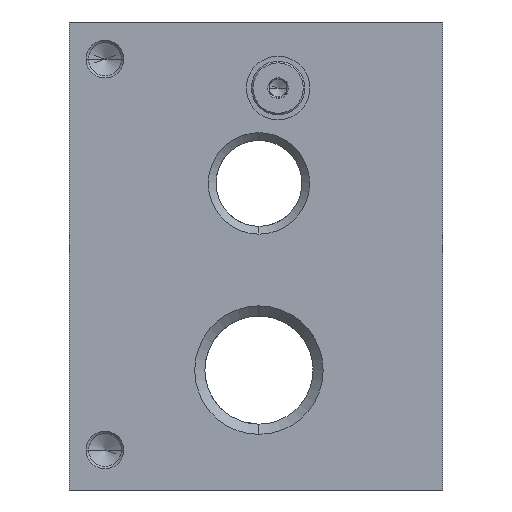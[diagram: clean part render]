
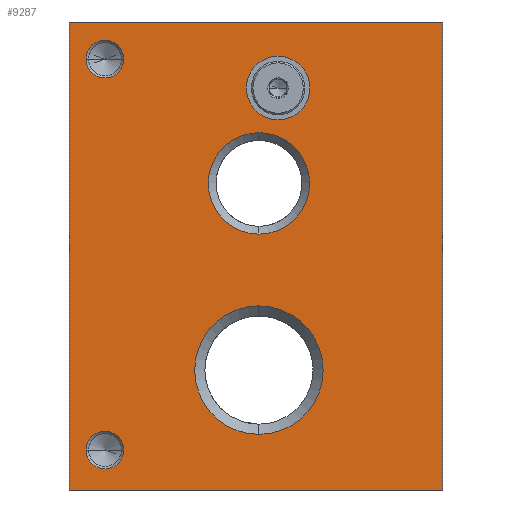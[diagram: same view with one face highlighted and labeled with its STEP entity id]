
A CAD part, front view. The second image highlights one B-rep face of the part: STEP entity #9287.
In plain terms, the highlighted planar face has unit normal (0, -1, 0).
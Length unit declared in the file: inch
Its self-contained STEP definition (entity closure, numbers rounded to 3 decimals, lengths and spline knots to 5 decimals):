
#5=DIRECTION('',(1.,0.,0.));
#6=VECTOR('',#5,3.938);
#7=CARTESIAN_POINT('',(0.,-16.25,0.));
#8=LINE('',#7,#6);
#85=DIRECTION('',(0.,0.,1.));
#86=VECTOR('',#85,4.938);
#87=CARTESIAN_POINT('',(3.938,-16.25,0.));
#88=LINE('',#87,#86);
#829=DIRECTION('',(0.,0.,1.));
#830=VECTOR('',#829,4.938);
#831=CARTESIAN_POINT('',(0.,-16.25,0.));
#832=LINE('',#831,#830);
#833=CARTESIAN_POINT('',(0.375,-16.25,0.422));
#834=DIRECTION('',(0.,1.,0.));
#835=DIRECTION('',(-1.,0.,0.));
#836=AXIS2_PLACEMENT_3D('',#833,#834,#835);
#838=CARTESIAN_POINT('',(0.375,-16.25,0.422));
#839=DIRECTION('',(0.,1.,0.));
#840=DIRECTION('',(1.,0.,0.));
#841=AXIS2_PLACEMENT_3D('',#838,#839,#840);
#843=CARTESIAN_POINT('',(0.375,-16.25,4.546));
#844=DIRECTION('',(0.,1.,0.));
#845=DIRECTION('',(-1.,0.,0.));
#846=AXIS2_PLACEMENT_3D('',#843,#844,#845);
#848=CARTESIAN_POINT('',(0.375,-16.25,4.546));
#849=DIRECTION('',(0.,1.,0.));
#850=DIRECTION('',(1.,0.,0.));
#851=AXIS2_PLACEMENT_3D('',#848,#849,#850);
#853=CARTESIAN_POINT('',(2.,-16.25,1.265));
#854=DIRECTION('',(0.,1.,0.));
#855=DIRECTION('',(0.,0.,-1.));
#856=AXIS2_PLACEMENT_3D('',#853,#854,#855);
#858=CARTESIAN_POINT('',(2.,-16.25,1.265));
#859=DIRECTION('',(0.,1.,0.));
#860=DIRECTION('',(0.,0.,1.));
#861=AXIS2_PLACEMENT_3D('',#858,#859,#860);
#863=CARTESIAN_POINT('',(2.,-16.25,3.235));
#864=DIRECTION('',(0.,1.,0.));
#865=DIRECTION('',(0.,0.,-1.));
#866=AXIS2_PLACEMENT_3D('',#863,#864,#865);
#868=CARTESIAN_POINT('',(2.,-16.25,3.235));
#869=DIRECTION('',(0.,1.,0.));
#870=DIRECTION('',(0.,0.,1.));
#871=AXIS2_PLACEMENT_3D('',#868,#869,#870);
#873=CARTESIAN_POINT('',(2.202,-16.25,4.241));
#874=DIRECTION('',(0.,1.,0.));
#875=DIRECTION('',(0.,0.,-1.));
#876=AXIS2_PLACEMENT_3D('',#873,#874,#875);
#878=CARTESIAN_POINT('',(2.202,-16.25,4.241));
#879=DIRECTION('',(0.,1.,0.));
#880=DIRECTION('',(0.,0.,1.));
#881=AXIS2_PLACEMENT_3D('',#878,#879,#880);
#895=DIRECTION('',(1.,0.,0.));
#896=VECTOR('',#895,3.938);
#897=CARTESIAN_POINT('',(0.,-16.25,4.938));
#898=LINE('',#897,#896);
#7648=CARTESIAN_POINT('',(0.,-16.25,0.));
#7650=VERTEX_POINT('',#7648);
#7651=CARTESIAN_POINT('',(3.938,-16.25,0.));
#7652=VERTEX_POINT('',#7651);
#7656=CARTESIAN_POINT('',(0.,-16.25,4.938));
#7658=VERTEX_POINT('',#7656);
#7659=CARTESIAN_POINT('',(3.938,-16.25,4.938));
#7660=VERTEX_POINT('',#7659);
#8527=CARTESIAN_POINT('',(0.1765,-16.25,0.422));
#8529=VERTEX_POINT('',#8527);
#8531=CARTESIAN_POINT('',(0.5735,-16.25,0.422));
#8533=VERTEX_POINT('',#8531);
#8541=CARTESIAN_POINT('',(0.1765,-16.25,4.546));
#8543=VERTEX_POINT('',#8541);
#8545=CARTESIAN_POINT('',(0.5735,-16.25,4.546));
#8547=VERTEX_POINT('',#8545);
#8553=CARTESIAN_POINT('',(2.,-16.25,1.9425));
#8554=VERTEX_POINT('',#8553);
#8555=CARTESIAN_POINT('',(2.,-16.25,0.5875));
#8556=VERTEX_POINT('',#8555);
#8581=CARTESIAN_POINT('',(2.,-16.25,3.77));
#8582=VERTEX_POINT('',#8581);
#8583=CARTESIAN_POINT('',(2.,-16.25,2.7));
#8584=VERTEX_POINT('',#8583);
#8623=CARTESIAN_POINT('',(2.202,-16.25,3.905));
#8624=CARTESIAN_POINT('',(2.202,-16.25,4.577));
#8625=VERTEX_POINT('',#8623);
#8626=VERTEX_POINT('',#8624);
#9245=CARTESIAN_POINT('',(0.,-16.25,0.));
#9246=DIRECTION('',(0.,-1.,0.));
#9247=DIRECTION('',(1.,0.,0.));
#9248=AXIS2_PLACEMENT_3D('',#9245,#9246,#9247);
#9249=PLANE('',#9248);
#9250=ORIENTED_EDGE('',*,*,#8887,.F.);
#9251=ORIENTED_EDGE('',*,*,#8912,.T.);
#9253=ORIENTED_EDGE('',*,*,#9252,.T.);
#9254=ORIENTED_EDGE('',*,*,#8967,.F.);
#9255=EDGE_LOOP('',(#9250,#9251,#9253,#9254));
#9256=FACE_OUTER_BOUND('',#9255,.F.);
#9258=ORIENTED_EDGE('',*,*,#9257,.F.);
#9260=ORIENTED_EDGE('',*,*,#9259,.F.);
#9261=EDGE_LOOP('',(#9258,#9260));
#9262=FACE_BOUND('',#9261,.F.);
#9264=ORIENTED_EDGE('',*,*,#9263,.F.);
#9266=ORIENTED_EDGE('',*,*,#9265,.F.);
#9267=EDGE_LOOP('',(#9264,#9266));
#9268=FACE_BOUND('',#9267,.F.);
#9270=ORIENTED_EDGE('',*,*,#9269,.F.);
#9272=ORIENTED_EDGE('',*,*,#9271,.F.);
#9273=EDGE_LOOP('',(#9270,#9272));
#9274=FACE_BOUND('',#9273,.F.);
#9276=ORIENTED_EDGE('',*,*,#9275,.F.);
#9278=ORIENTED_EDGE('',*,*,#9277,.F.);
#9279=EDGE_LOOP('',(#9276,#9278));
#9280=FACE_BOUND('',#9279,.F.);
#9282=ORIENTED_EDGE('',*,*,#9281,.F.);
#9284=ORIENTED_EDGE('',*,*,#9283,.F.);
#9285=EDGE_LOOP('',(#9282,#9284));
#9286=FACE_BOUND('',#9285,.F.);
#9287=ADVANCED_FACE('',(#9256,#9262,#9268,#9274,#9280,#9286),#9249,.T.);
#837=CIRCLE('',#836,0.1985);
#842=CIRCLE('',#841,0.1985);
#847=CIRCLE('',#846,0.1985);
#852=CIRCLE('',#851,0.1985);
#857=CIRCLE('',#856,0.6775);
#862=CIRCLE('',#861,0.6775);
#867=CIRCLE('',#866,0.535);
#872=CIRCLE('',#871,0.535);
#877=CIRCLE('',#876,0.336);
#882=CIRCLE('',#881,0.336);
#8887=EDGE_CURVE('',#7650,#7652,#8,.T.);
#8912=EDGE_CURVE('',#7650,#7658,#832,.T.);
#8967=EDGE_CURVE('',#7652,#7660,#88,.T.);
#9252=EDGE_CURVE('',#7658,#7660,#898,.T.);
#9257=EDGE_CURVE('',#8529,#8533,#837,.T.);
#9259=EDGE_CURVE('',#8533,#8529,#842,.T.);
#9263=EDGE_CURVE('',#8543,#8547,#847,.T.);
#9265=EDGE_CURVE('',#8547,#8543,#852,.T.);
#9269=EDGE_CURVE('',#8556,#8554,#857,.T.);
#9271=EDGE_CURVE('',#8554,#8556,#862,.T.);
#9275=EDGE_CURVE('',#8584,#8582,#867,.T.);
#9277=EDGE_CURVE('',#8582,#8584,#872,.T.);
#9281=EDGE_CURVE('',#8625,#8626,#877,.T.);
#9283=EDGE_CURVE('',#8626,#8625,#882,.T.);
